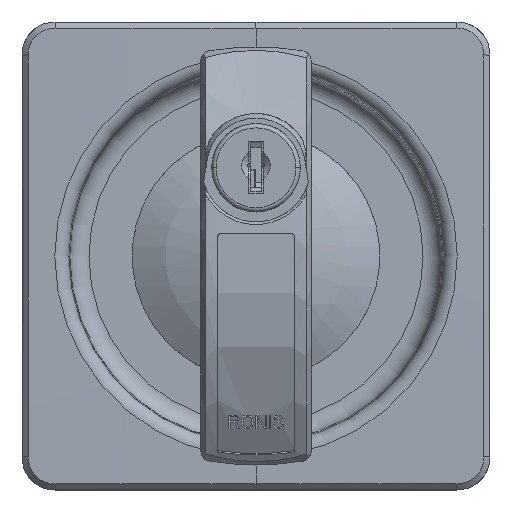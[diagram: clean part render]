
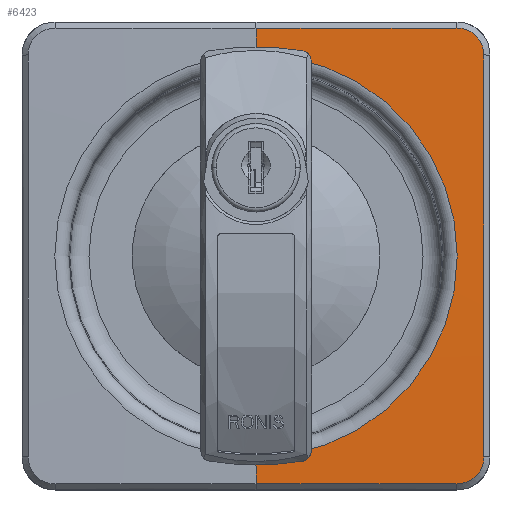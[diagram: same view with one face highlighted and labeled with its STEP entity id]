
A CAD part, top view. The second image highlights one B-rep face of the part: STEP entity #6423.
In plain terms, the highlighted spherical face has radius 4529 mm.
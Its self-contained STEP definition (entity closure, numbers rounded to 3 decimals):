
#92=CARTESIAN_POINT('',(0.,0.,6.902));
#93=DIRECTION('',(0.,0.,-1.));
#94=DIRECTION('',(0.,1.,0.));
#95=AXIS2_PLACEMENT_3D('',#92,#93,#94);
#107=CARTESIAN_POINT('',(0.,0.,-4521.95));
#108=DIRECTION('',(1.,0.,0.));
#109=DIRECTION('',(0.,0.009,1.));
#110=AXIS2_PLACEMENT_3D('',#107,#108,#109);
#112=CARTESIAN_POINT('',(0.,0.,-4521.95));
#113=DIRECTION('',(-1.,0.,0.));
#114=DIRECTION('',(0.,-0.009,1.));
#115=AXIS2_PLACEMENT_3D('',#112,#113,#114);
#176=CARTESIAN_POINT('',(36.509,-41.4,6.714));
#177=CARTESIAN_POINT('',(35.306,-41.4,6.723));
#178=CARTESIAN_POINT('',(31.768,-41.4,6.75));
#179=CARTESIAN_POINT('',(25.18,-41.4,6.793));
#180=CARTESIAN_POINT('',(17.79,-41.4,6.828));
#181=CARTESIAN_POINT('',(11.843,-41.4,6.846));
#182=CARTESIAN_POINT('',(6.633,-41.4,6.857));
#183=CARTESIAN_POINT('',(2.622,-41.4,6.86));
#184=CARTESIAN_POINT('',(0.655,-41.4,6.861));
#185=CARTESIAN_POINT('',(0.,-41.4,6.861));
#215=CARTESIAN_POINT('',(36.509,-41.4,6.714));
#216=CARTESIAN_POINT('',(36.631,-41.4,6.713));
#217=CARTESIAN_POINT('',(36.995,-41.386,6.71));
#218=CARTESIAN_POINT('',(37.719,-41.276,6.705));
#219=CARTESIAN_POINT('',(38.653,-40.947,6.7));
#220=CARTESIAN_POINT('',(39.576,-40.367,6.697));
#221=CARTESIAN_POINT('',(40.367,-39.576,6.697));
#222=CARTESIAN_POINT('',(40.947,-38.653,6.7));
#223=CARTESIAN_POINT('',(41.276,-37.719,6.705));
#224=CARTESIAN_POINT('',(41.386,-36.995,6.71));
#225=CARTESIAN_POINT('',(41.4,-36.631,6.713));
#226=CARTESIAN_POINT('',(41.4,-36.509,6.714));
#5035=CARTESIAN_POINT('',(0.,41.4,6.861));
#5048=CARTESIAN_POINT('',(0.,41.4,6.861));
#5049=CARTESIAN_POINT('',(0.655,41.4,6.861));
#5050=CARTESIAN_POINT('',(2.621,41.4,6.86));
#5051=CARTESIAN_POINT('',(6.631,41.4,6.857));
#5052=CARTESIAN_POINT('',(11.839,41.4,6.846));
#5053=CARTESIAN_POINT('',(17.785,41.4,6.828));
#5054=CARTESIAN_POINT('',(25.167,41.4,6.793));
#5055=CARTESIAN_POINT('',(31.764,41.4,6.75));
#5056=CARTESIAN_POINT('',(35.305,41.4,6.723));
#5057=CARTESIAN_POINT('',(36.509,41.4,6.714));
#5087=CARTESIAN_POINT('',(41.4,36.509,6.714));
#5088=CARTESIAN_POINT('',(41.4,36.631,6.713));
#5089=CARTESIAN_POINT('',(41.386,36.995,6.71));
#5090=CARTESIAN_POINT('',(41.276,37.719,6.705));
#5091=CARTESIAN_POINT('',(40.947,38.653,6.7));
#5092=CARTESIAN_POINT('',(40.367,39.576,6.697));
#5093=CARTESIAN_POINT('',(39.576,40.367,6.697));
#5094=CARTESIAN_POINT('',(38.653,40.947,6.7));
#5095=CARTESIAN_POINT('',(37.719,41.276,6.705));
#5096=CARTESIAN_POINT('',(36.995,41.386,6.71));
#5097=CARTESIAN_POINT('',(36.631,41.4,6.713));
#5098=CARTESIAN_POINT('',(36.509,41.4,6.714));
#5104=CARTESIAN_POINT('',(41.4,36.509,6.714));
#5105=CARTESIAN_POINT('',(41.4,35.595,6.721));
#5106=CARTESIAN_POINT('',(41.4,32.879,6.742));
#5107=CARTESIAN_POINT('',(41.4,27.519,6.779));
#5108=CARTESIAN_POINT('',(41.4,20.211,6.818));
#5109=CARTESIAN_POINT('',(41.4,12.132,6.847));
#5110=CARTESIAN_POINT('',(41.4,4.023,6.861));
#5111=CARTESIAN_POINT('',(41.4,-4.072,6.861));
#5112=CARTESIAN_POINT('',(41.4,-12.186,6.847));
#5113=CARTESIAN_POINT('',(41.4,-20.253,6.818));
#5114=CARTESIAN_POINT('',(41.4,-27.523,6.779));
#5115=CARTESIAN_POINT('',(41.4,-32.88,6.742));
#5116=CARTESIAN_POINT('',(41.4,-35.596,6.721));
#5117=CARTESIAN_POINT('',(41.4,-36.509,6.714));
#5163=VERTEX_POINT('',#5035);
#5166=VERTEX_POINT('',#5057);
#5169=VERTEX_POINT('',#5087);
#5170=VERTEX_POINT('',#5117);
#5173=VERTEX_POINT('',#215);
#5174=VERTEX_POINT('',#185);
#5198=CARTESIAN_POINT('',(0.,36.552,6.902));
#5199=CARTESIAN_POINT('',(0.,-36.552,
6.902));
#5200=VERTEX_POINT('',#5198);
#5201=VERTEX_POINT('',#5199);
#6401=CARTESIAN_POINT('',(0.,0.,-4521.95));
#6402=DIRECTION('',(0.,0.,-1.));
#6403=DIRECTION('',(0.,-1.,0.));
#6404=AXIS2_PLACEMENT_3D('',#6401,#6402,#6403);
#6405=SPHERICAL_SURFACE('',#6404,4529.);
#6406=ORIENTED_EDGE('',*,*,#6391,.F.);
#6408=ORIENTED_EDGE('',*,*,#6407,.F.);
#6410=ORIENTED_EDGE('',*,*,#6409,.T.);
#6412=ORIENTED_EDGE('',*,*,#6411,.F.);
#6414=ORIENTED_EDGE('',*,*,#6413,.T.);
#6416=ORIENTED_EDGE('',*,*,#6415,.F.);
#6418=ORIENTED_EDGE('',*,*,#6417,.T.);
#6420=ORIENTED_EDGE('',*,*,#6419,.T.);
#6421=EDGE_LOOP('',(#6406,#6408,#6410,#6412,#6414,#6416,#6418,#6420));
#6422=FACE_OUTER_BOUND('',#6421,.F.);
#6423=ADVANCED_FACE('',(#6422),#6405,.T.);
#96=CIRCLE('',#95,36.552);
#111=CIRCLE('',#110,4529.);
#116=CIRCLE('',#115,4529.);
#186=B_SPLINE_CURVE_WITH_KNOTS('',3,(#176,#177,#178,#179,#180,#181,#182,#183,
#184,#185),.UNSPECIFIED.,.F.,.F.,(4,1,1,1,1,1,1,4),(0.,0.067,
0.2,0.4,0.6,0.8,
0.933,1.),.UNSPECIFIED.);
#227=B_SPLINE_CURVE_WITH_KNOTS('',3,(#215,#216,#217,#218,#219,#220,#221,#222,
#223,#224,#225,#226),.UNSPECIFIED.,.F.,.F.,(4,1,1,1,1,1,1,1,1,4),(0.,
0.048,0.143,0.286,0.429,
0.571,0.714,0.857,0.952,1.),
.UNSPECIFIED.);
#5058=B_SPLINE_CURVE_WITH_KNOTS('',3,(#5048,#5049,#5050,#5051,#5052,#5053,#5054,
#5055,#5056,#5057),.UNSPECIFIED.,.F.,.F.,(4,1,1,1,1,1,1,4),(0.,
0.067,0.2,0.4,0.6,
0.8,0.933,1.),.UNSPECIFIED.);
#5099=B_SPLINE_CURVE_WITH_KNOTS('',3,(#5087,#5088,#5089,#5090,#5091,#5092,#5093,
#5094,#5095,#5096,#5097,#5098),.UNSPECIFIED.,.F.,.F.,(4,1,1,1,1,1,1,1,1,4),
(0.,0.048,0.143,0.286,0.429,
0.571,0.714,0.857,0.952,1.),
.UNSPECIFIED.);
#5118=B_SPLINE_CURVE_WITH_KNOTS('',3,(#5104,#5105,#5106,#5107,#5108,#5109,#5110,
#5111,#5112,#5113,#5114,#5115,#5116,#5117),.UNSPECIFIED.,.F.,.F.,(4,1,1,1,1,1,1,
1,1,1,1,4),(0.,0.037,0.111,0.222,
0.333,0.444,0.556,0.667,
0.778,0.889,0.963,1.),.UNSPECIFIED.);
#6391=EDGE_CURVE('',#5200,#5201,#96,.T.);
#6407=EDGE_CURVE('',#5163,#5200,#111,.T.);
#6409=EDGE_CURVE('',#5163,#5166,#5058,.T.);
#6411=EDGE_CURVE('',#5169,#5166,#5099,.T.);
#6413=EDGE_CURVE('',#5169,#5170,#5118,.T.);
#6415=EDGE_CURVE('',#5173,#5170,#227,.T.);
#6417=EDGE_CURVE('',#5173,#5174,#186,.T.);
#6419=EDGE_CURVE('',#5174,#5201,#116,.T.);
